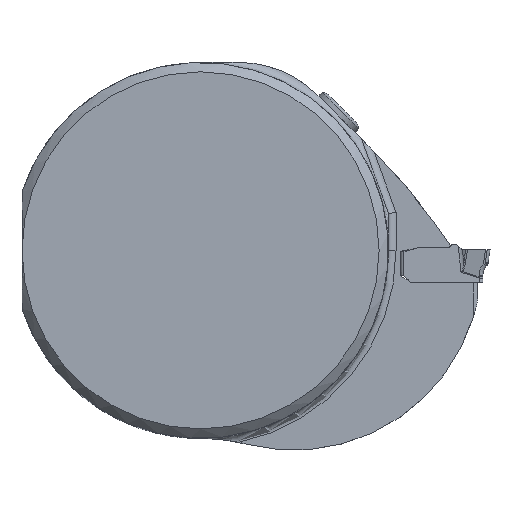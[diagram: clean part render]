
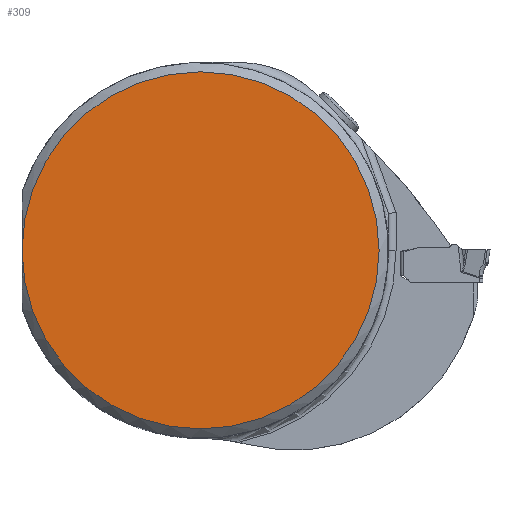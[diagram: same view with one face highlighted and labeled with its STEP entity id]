
A CAD part, top view. The second image highlights one B-rep face of the part: STEP entity #309.
In plain terms, the highlighted planar face has unit normal (0, 0, 1).
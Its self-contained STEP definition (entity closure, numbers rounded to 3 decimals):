
#182=FACE_OUTER_BOUND('',#556,.T.);
#309=ADVANCED_FACE('',(#182),#436,.F.);
#436=PLANE('',#2433);
#495=CIRCLE('',#2430,19.);
#556=EDGE_LOOP('',(#869));
#869=ORIENTED_EDGE('',*,*,#1730,.T.);
#1516=VERTEX_POINT('',#3301);
#1730=EDGE_CURVE('',#1516,#1516,#495,.T.);
#2430=AXIS2_PLACEMENT_3D('',#3302,#2674,#2675);
#2433=AXIS2_PLACEMENT_3D('',#3341,#2680,#2681);
#2674=DIRECTION('',(0.,0.,1.));
#2675=DIRECTION('',(1.,0.,0.));
#2680=DIRECTION('',(0.,0.,-1.));
#2681=DIRECTION('',(1.,0.,0.));
#3301=CARTESIAN_POINT('',(-19.,0.,0.325));
#3302=CARTESIAN_POINT('',(0.,0.,0.325));
#3341=CARTESIAN_POINT('',(0.,0.,0.325));
